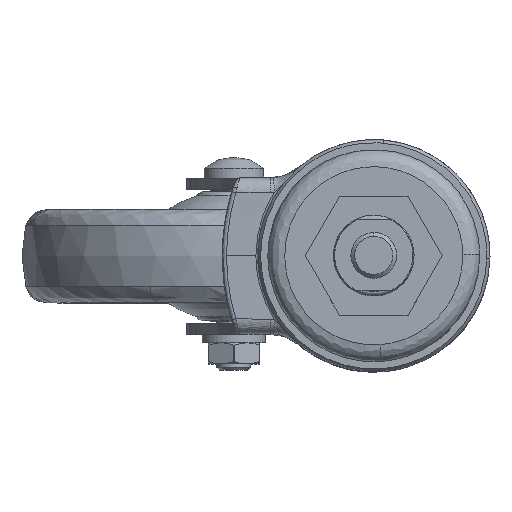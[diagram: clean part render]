
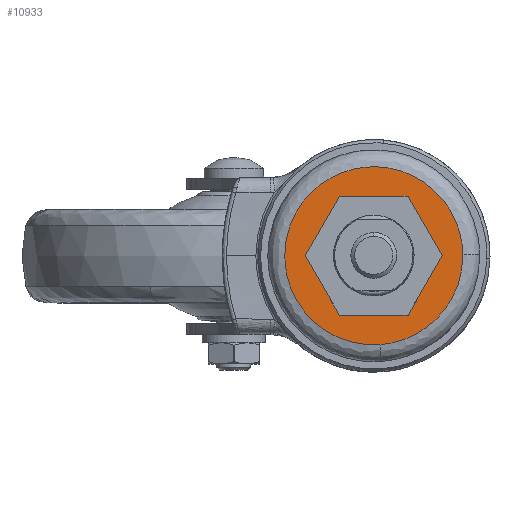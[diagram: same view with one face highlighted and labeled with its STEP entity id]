
A CAD part, top view. The second image highlights one B-rep face of the part: STEP entity #10933.
In plain terms, the highlighted free-form (B-spline) face has degree [1, 1] with [2, 2] control points.
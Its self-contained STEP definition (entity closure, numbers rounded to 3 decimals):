
#6287=CARTESIAN_POINT('',(-8.927,-3.532,-2.499));
#6288=VERTEX_POINT('',#6287);
#6294=CARTESIAN_POINT('',(0.753,-9.57,-2.499));
#6295=VERTEX_POINT('',#6294);
#6296=CARTESIAN_POINT('',(0.753,-9.57,-2.499));
#6297=CARTESIAN_POINT('',(0.377,-9.6,-2.499));
#6298=CARTESIAN_POINT('',(0.,-9.6,-2.499));
#6299=CARTESIAN_POINT('',(-6.526,-9.6,-2.499));
#6300=CARTESIAN_POINT('',(-8.927,-3.532,-2.499));
#6308=(BOUNDED_CURVE()B_SPLINE_CURVE(2,(#6296,#6297,#6298,#6299,#6300),.UNSPECIFIED.,.F.,.U.)B_SPLINE_CURVE_WITH_KNOTS((3,2,3),(0.736,0.75,0.938),.UNSPECIFIED.)CURVE()GEOMETRIC_REPRESENTATION_ITEM()RATIONAL_B_SPLINE_CURVE((0.97,0.984,1.0,0.78,0.89))REPRESENTATION_ITEM(''));
#6309=EDGE_CURVE('',#6295,#6288,#6308,.T.);
#6409=CARTESIAN_POINT('',(9.6,0.0,-2.499));
#6410=VERTEX_POINT('',#6409);
#6411=CARTESIAN_POINT('',(9.6,0.0,-2.499));
#6412=CARTESIAN_POINT('',(9.6,-8.874,-2.499));
#6413=CARTESIAN_POINT('',(0.753,-9.57,-2.499));
#6421=(BOUNDED_CURVE()B_SPLINE_CURVE(2,(#6411,#6412,#6413),.UNSPECIFIED.,.F.,.U.)B_SPLINE_CURVE_WITH_KNOTS((3,3),(0.5,0.736),.UNSPECIFIED.)CURVE()GEOMETRIC_REPRESENTATION_ITEM()RATIONAL_B_SPLINE_CURVE((1.0,0.723,0.97))REPRESENTATION_ITEM(''));
#6422=EDGE_CURVE('',#6410,#6295,#6421,.T.);
#6424=CARTESIAN_POINT('',(-9.6,0.0,-2.499));
#6425=VERTEX_POINT('',#6424);
#6426=CARTESIAN_POINT('',(-9.6,0.0,-2.499));
#6427=CARTESIAN_POINT('',(-9.6,9.6,-2.499));
#6428=CARTESIAN_POINT('',(0.,9.6,-2.499));
#6429=CARTESIAN_POINT('',(9.6,9.6,-2.499));
#6430=CARTESIAN_POINT('',(9.6,0.0,-2.499));
#6438=(BOUNDED_CURVE()B_SPLINE_CURVE(2,(#6426,#6427,#6428,#6429,#6430),.UNSPECIFIED.,.F.,.U.)B_SPLINE_CURVE_WITH_KNOTS((3,2,3),(0.0,0.25,0.5),.UNSPECIFIED.)CURVE()GEOMETRIC_REPRESENTATION_ITEM()RATIONAL_B_SPLINE_CURVE((1.0,0.707,1.0,0.707,1.0))REPRESENTATION_ITEM(''));
#6439=EDGE_CURVE('',#6425,#6410,#6438,.T.);
#6441=CARTESIAN_POINT('',(-8.927,-3.532,-2.499));
#6442=CARTESIAN_POINT('',(-9.6,-1.83,-2.499));
#6443=CARTESIAN_POINT('',(-9.6,0.0,-2.499));
#6451=(BOUNDED_CURVE()B_SPLINE_CURVE(2,(#6441,#6442,#6443),.UNSPECIFIED.,.F.,.U.)B_SPLINE_CURVE_WITH_KNOTS((3,3),(0.938,1.0),.UNSPECIFIED.)CURVE()GEOMETRIC_REPRESENTATION_ITEM()RATIONAL_B_SPLINE_CURVE((0.89,0.927,1.0))REPRESENTATION_ITEM(''));
#6452=EDGE_CURVE('',#6288,#6425,#6451,.T.);
#9250=CARTESIAN_POINT('',(1.464,-20.949,-2.499));
#9251=VERTEX_POINT('',#9250);
#9252=CARTESIAN_POINT('',(-21.0,0.0,-2.499));
#9253=VERTEX_POINT('',#9252);
#9254=CARTESIAN_POINT('',(1.464,-20.949,-2.499));
#9255=CARTESIAN_POINT('',(0.733,-21.,-2.499));
#9256=CARTESIAN_POINT('',(0.0,-21.0,-2.499));
#9257=CARTESIAN_POINT('',(-21.,-21.,-2.499));
#9258=CARTESIAN_POINT('',(-21.0,0.0,-2.499));
#9266=(BOUNDED_CURVE()B_SPLINE_CURVE(2,(#9254,#9255,#9256,#9257,#9258),.UNSPECIFIED.,.F.,.U.)B_SPLINE_CURVE_WITH_KNOTS((3,2,3),(0.738,0.75,1.0),.UNSPECIFIED.)CURVE()GEOMETRIC_REPRESENTATION_ITEM()RATIONAL_B_SPLINE_CURVE((0.973,0.986,1.0,0.707,1.0))REPRESENTATION_ITEM(''));
#9267=EDGE_CURVE('',#9251,#9253,#9266,.T.);
#9269=CARTESIAN_POINT('',(20.998,0.264,-2.499));
#9270=VERTEX_POINT('',#9269);
#9271=CARTESIAN_POINT('',(-21.0,0.0,-2.499));
#9272=CARTESIAN_POINT('',(-21.,21.,-2.499));
#9273=CARTESIAN_POINT('',(0.0,21.0,-2.499));
#9274=CARTESIAN_POINT('',(20.738,21.,-2.499));
#9275=CARTESIAN_POINT('',(20.998,0.264,-2.499));
#9283=(BOUNDED_CURVE()B_SPLINE_CURVE(2,(#9271,#9272,#9273,#9274,#9275),.UNSPECIFIED.,.F.,.U.)B_SPLINE_CURVE_WITH_KNOTS((3,2,3),(0.0,0.25,0.498),.UNSPECIFIED.)CURVE()GEOMETRIC_REPRESENTATION_ITEM()RATIONAL_B_SPLINE_CURVE((1.0,0.707,1.0,0.71,0.995))REPRESENTATION_ITEM(''));
#9284=EDGE_CURVE('',#9253,#9270,#9283,.T.);
#9368=CARTESIAN_POINT('',(21.0,0.0,-2.499));
#9369=VERTEX_POINT('',#9368);
#9370=CARTESIAN_POINT('',(21.0,0.0,-2.499));
#9371=CARTESIAN_POINT('',(21.,-19.583,-2.499));
#9372=CARTESIAN_POINT('',(1.464,-20.949,-2.499));
#9380=(BOUNDED_CURVE()B_SPLINE_CURVE(2,(#9370,#9371,#9372),.UNSPECIFIED.,.F.,.U.)B_SPLINE_CURVE_WITH_KNOTS((3,3),(0.5,0.738),.UNSPECIFIED.)CURVE()GEOMETRIC_REPRESENTATION_ITEM()RATIONAL_B_SPLINE_CURVE((1.0,0.721,0.973))REPRESENTATION_ITEM(''));
#9381=EDGE_CURVE('',#9369,#9251,#9380,.T.);
#9413=CARTESIAN_POINT('',(20.998,0.264,-2.499));
#9414=CARTESIAN_POINT('',(21.0,0.132,-2.499));
#9415=CARTESIAN_POINT('',(21.0,0.0,-2.499));
#9423=(BOUNDED_CURVE()B_SPLINE_CURVE(2,(#9413,#9414,#9415),.UNSPECIFIED.,.F.,.U.)B_SPLINE_CURVE_WITH_KNOTS((3,3),(0.498,0.5),.UNSPECIFIED.)CURVE()GEOMETRIC_REPRESENTATION_ITEM()RATIONAL_B_SPLINE_CURVE((0.995,0.997,1.0))REPRESENTATION_ITEM(''));
#9424=EDGE_CURVE('',#9270,#9369,#9423,.T.);
#10916=CARTESIAN_POINT('',(23.098,-23.095,-2.499));
#10917=CARTESIAN_POINT('',(-23.098,-23.095,-2.499));
#10918=CARTESIAN_POINT('',(23.098,23.097,-2.499));
#10919=CARTESIAN_POINT('',(-23.098,23.097,-2.499));
#10920=B_SPLINE_SURFACE_WITH_KNOTS('',1,1,((#10916,#10918),(#10917,#10919)),.UNSPECIFIED.,.F.,.F.,.U.,(2,2),(2,2),(0.0,46.196),(0.0,46.193),.UNSPECIFIED.);
#10921=ORIENTED_EDGE('',*,*,#9267,.F.);
#10922=ORIENTED_EDGE('',*,*,#9381,.F.);
#10923=ORIENTED_EDGE('',*,*,#9424,.F.);
#10924=ORIENTED_EDGE('',*,*,#9284,.F.);
#10925=EDGE_LOOP('',(#10921,#10922,#10923,#10924));
#10926=FACE_OUTER_BOUND('',#10925,.T.);
#10927=ORIENTED_EDGE('',*,*,#6439,.T.);
#10928=ORIENTED_EDGE('',*,*,#6422,.T.);
#10929=ORIENTED_EDGE('',*,*,#6309,.T.);
#10930=ORIENTED_EDGE('',*,*,#6452,.T.);
#10931=EDGE_LOOP('',(#10927,#10928,#10929,#10930));
#10932=FACE_BOUND('',#10931,.T.);
#10933=ADVANCED_FACE('',(#10926,#10932),#10920,.F.);
